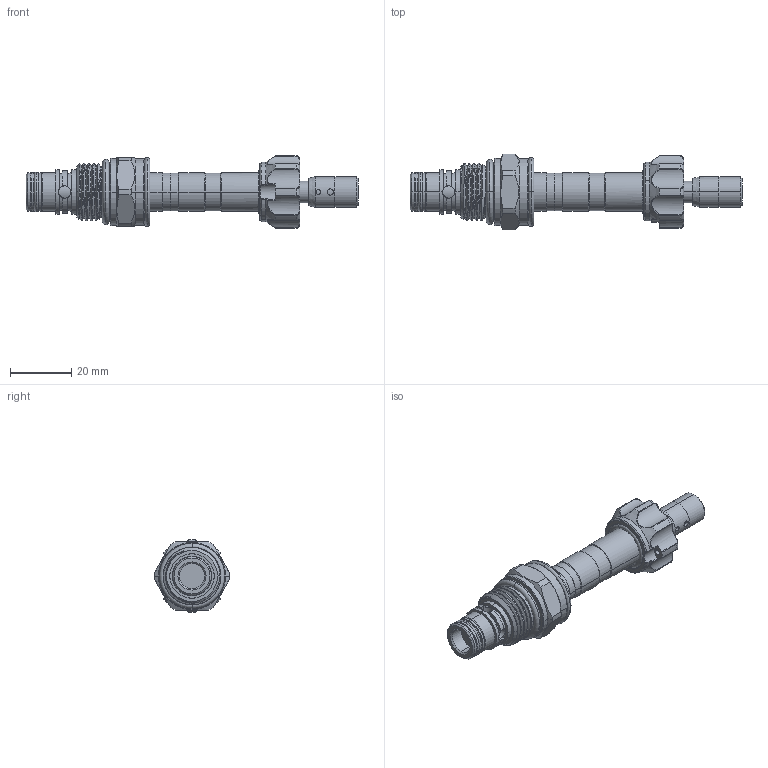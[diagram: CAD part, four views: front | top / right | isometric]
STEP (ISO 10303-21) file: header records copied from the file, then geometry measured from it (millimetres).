
FILE_DESCRIPTION (( 'STEP AP203' ), '1' );
FILE_NAME ('EP08W2A51T04-2.STEP', '2020-04-15T08:50:08', ( '' ), ( '' ), 'SwSTEP 2.0', 'SolidWorks 2018', '' );
FILE_SCHEMA (( 'CONFIG_CONTROL_DESIGN' ));
Length unit declared in the file: millimetre
Products named in the file (1): EP08W2A51T04-2
Bounding box: 108.23 x 24.65 x 23.79 mm (x, y, z)
Volume: 20101.7 mm3; surface area: 8544.9 mm2
Topology: 5 solids, 5 shells, 319 faces, 759 edges, 464 vertices
Faces by surface type: cylinder 146, torus 53, plane 43, cone 40, bspline 37
Entity records: 13248 total; most frequent: CARTESIAN_POINT 6106, ORIENTED_EDGE 1514, DIRECTION 1459, EDGE_CURVE 757, AXIS2_PLACEMENT_3D 630, VERTEX_POINT 464, CIRCLE 347, EDGE_LOOP 345
